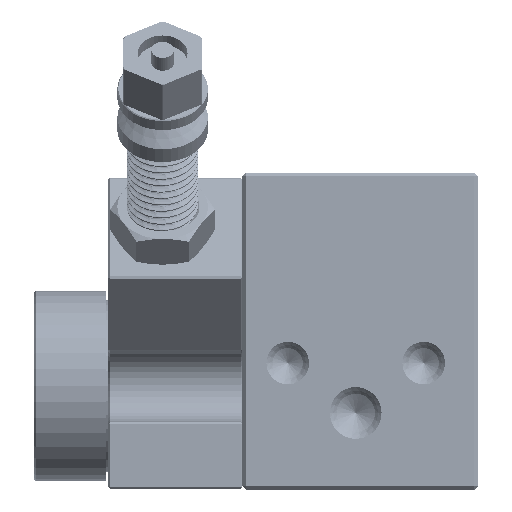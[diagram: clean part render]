
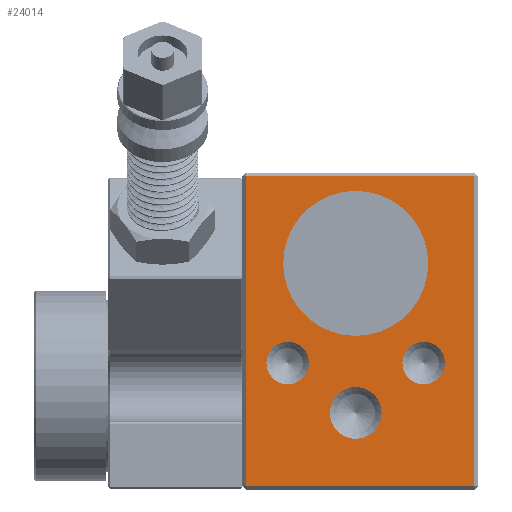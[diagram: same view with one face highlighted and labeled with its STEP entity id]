
A CAD part, left-side view. The second image highlights one B-rep face of the part: STEP entity #24014.
In plain terms, the highlighted planar face has unit normal (-1, 0, 0).
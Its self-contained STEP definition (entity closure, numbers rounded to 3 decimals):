
#163=FACE_BOUND('',#2575,.T.);
#164=FACE_BOUND('',#2576,.T.);
#165=FACE_BOUND('',#2577,.T.);
#166=FACE_BOUND('',#2578,.T.);
#598=PLANE('',#25564);
#1186=FACE_OUTER_BOUND('',#2574,.T.);
#2574=EDGE_LOOP('',(#16580,#16581,#16582,#16583));
#2575=EDGE_LOOP('',(#16584));
#2576=EDGE_LOOP('',(#16585));
#2577=EDGE_LOOP('',(#16586));
#2578=EDGE_LOOP('',(#16587));
#3720=CIRCLE('',#25565,8.);
#3721=CIRCLE('',#25566,2.85);
#3722=CIRCLE('',#25567,2.35);
#3723=CIRCLE('',#25568,2.35);
#6902=LINE('',#45170,#7846);
#6910=LINE('',#45184,#7854);
#6921=LINE('',#45206,#7865);
#6926=LINE('',#45213,#7870);
#7846=VECTOR('',#27884,10.);
#7854=VECTOR('',#27898,10.);
#7865=VECTOR('',#27919,10.);
#7870=VECTOR('',#27928,10.);
#9342=VERTEX_POINT('',#45142);
#9349=VERTEX_POINT('',#45163);
#9354=VERTEX_POINT('',#45179);
#9358=VERTEX_POINT('',#45199);
#9361=VERTEX_POINT('',#45224);
#9362=VERTEX_POINT('',#45226);
#9363=VERTEX_POINT('',#45228);
#9364=VERTEX_POINT('',#45230);
#12225=EDGE_CURVE('',#9349,#9342,#6902,.T.);
#12233=EDGE_CURVE('',#9342,#9354,#6910,.T.);
#12244=EDGE_CURVE('',#9358,#9349,#6921,.T.);
#12249=EDGE_CURVE('',#9354,#9358,#6926,.T.);
#12256=EDGE_CURVE('',#9361,#9361,#3720,.T.);
#12257=EDGE_CURVE('',#9362,#9362,#3721,.T.);
#12258=EDGE_CURVE('',#9363,#9363,#3722,.T.);
#12259=EDGE_CURVE('',#9364,#9364,#3723,.T.);
#16580=ORIENTED_EDGE('',*,*,#12225,.F.);
#16581=ORIENTED_EDGE('',*,*,#12244,.F.);
#16582=ORIENTED_EDGE('',*,*,#12249,.F.);
#16583=ORIENTED_EDGE('',*,*,#12233,.F.);
#16584=ORIENTED_EDGE('',*,*,#12256,.T.);
#16585=ORIENTED_EDGE('',*,*,#12257,.T.);
#16586=ORIENTED_EDGE('',*,*,#12258,.T.);
#16587=ORIENTED_EDGE('',*,*,#12259,.T.);
#24014=ADVANCED_FACE('',(#1186,#163,#164,#165,#166),#598,.T.);
#25564=AXIS2_PLACEMENT_3D('',#45223,#27941,#27942);
#25565=AXIS2_PLACEMENT_3D('',#45225,#27943,#27944);
#25566=AXIS2_PLACEMENT_3D('',#45227,#27945,#27946);
#25567=AXIS2_PLACEMENT_3D('',#45229,#27947,#27948);
#25568=AXIS2_PLACEMENT_3D('',#45231,#27949,#27950);
#27884=DIRECTION('',(0.,1.,0.));
#27898=DIRECTION('',(0.,0.,1.));
#27919=DIRECTION('',(0.,0.,-1.));
#27928=DIRECTION('',(0.,-1.,0.));
#27941=DIRECTION('center_axis',(-1.,0.,0.));
#27942=DIRECTION('ref_axis',(0.,-1.,0.));
#27943=DIRECTION('center_axis',(1.,0.,0.));
#27944=DIRECTION('ref_axis',(0.,0.,1.));
#27945=DIRECTION('center_axis',(1.,0.,0.));
#27946=DIRECTION('ref_axis',(0.,-1.,0.));
#27947=DIRECTION('center_axis',(1.,0.,0.));
#27948=DIRECTION('ref_axis',(0.,-1.,0.));
#27949=DIRECTION('center_axis',(1.,0.,0.));
#27950=DIRECTION('ref_axis',(0.,-1.,0.));
#45142=CARTESIAN_POINT('',(0.,25.6,0.4));
#45163=CARTESIAN_POINT('',(0.,0.4,0.4));
#45170=CARTESIAN_POINT('',(0.,19.5,0.4));
#45179=CARTESIAN_POINT('',(0.,25.6,34.6));
#45184=CARTESIAN_POINT('',(0.,25.6,0.));
#45199=CARTESIAN_POINT('',(0.,0.4,34.6));
#45206=CARTESIAN_POINT('',(0.,0.4,0.));
#45213=CARTESIAN_POINT('',(0.,19.5,34.6));
#45223=CARTESIAN_POINT('Origin',(0.,26.,0.));
#45224=CARTESIAN_POINT('',(0.,13.5,17.));
#45225=CARTESIAN_POINT('Origin',(0.,13.5,25.));
#45226=CARTESIAN_POINT('',(0.,16.35,8.5));
#45227=CARTESIAN_POINT('Origin',(0.,13.5,8.5));
#45228=CARTESIAN_POINT('',(0.,8.35,14.));
#45229=CARTESIAN_POINT('Origin',(0.,6.,14.));
#45230=CARTESIAN_POINT('',(0.,23.35,14.));
#45231=CARTESIAN_POINT('Origin',(0.,21.,14.));
